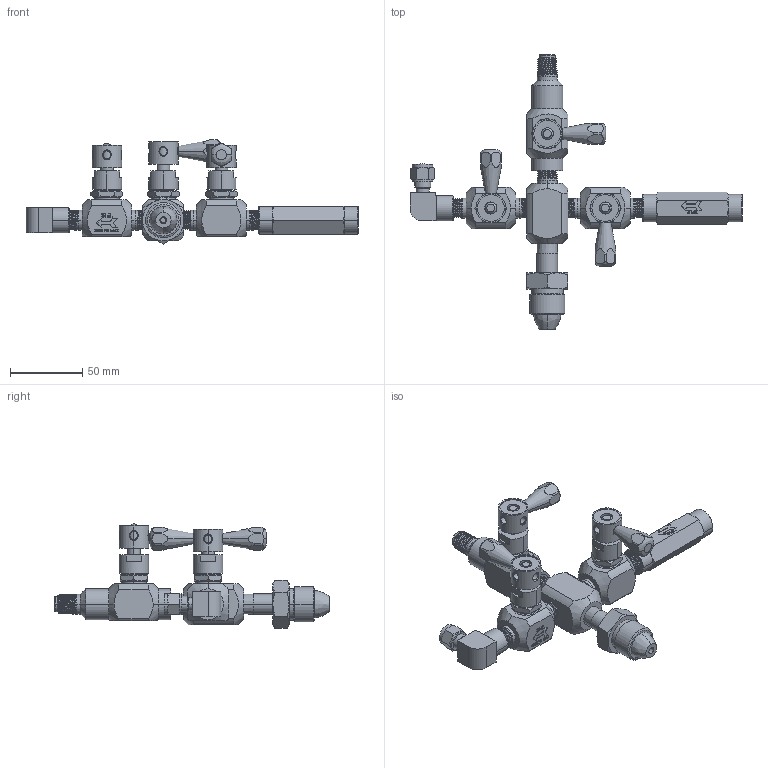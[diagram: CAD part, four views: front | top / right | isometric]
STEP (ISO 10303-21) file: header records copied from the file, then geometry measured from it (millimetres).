
FILE_DESCRIPTION((''),'2;1');
FILE_NAME('M4774-580_ASM','2019-03-05T',('dlachman'),('MATHESON TRI-GAS'),'CREO PARAMETRIC BY PTC INC, 2018220','CREO PARAMETRIC BY PTC INC, 2018220','');
FILE_SCHEMA(('CONFIG_CONTROL_DESIGN'));
Products named in the file (6): PRG-X-0025; MNIP-0264-SA; MNUT-0219-SA; MCNN-0292-SA_1_ASM; MCNN-0292-SA_ASM; M4774-580_ASM
Assembly tree (5 placements, depth 4):
  M4774-580_ASM
    PRG-X-0025
    MCNN-0292-SA_ASM
      MCNN-0292-SA_1_ASM
        MNIP-0264-SA
        MNUT-0219-SA
Bounding box: 229.34 x 189.57 x 71.99 mm (x, y, z)
Volume: 200353 mm3; surface area: 67005.5 mm2
Topology: 6 solids, 6 shells, 1491 faces, 3932 edges, 2548 vertices
Faces by surface type: plane 575, cone 328, cylinder 280, extrusion 275, bspline 32, sphere 1
Entity records: 76715 total; most frequent: CARTESIAN_POINT 41223, ORIENTED_EDGE 7840, DIRECTION 6298, EDGE_CURVE 3920, VERTEX_POINT 2548, VECTOR 2286, LINE 2011, AXIS2_PLACEMENT_3D 2006
